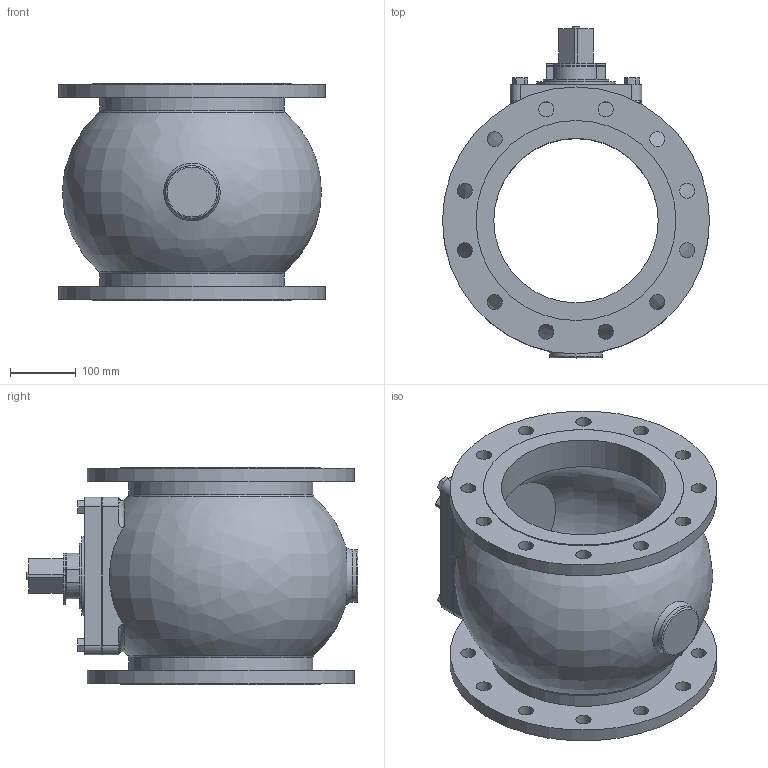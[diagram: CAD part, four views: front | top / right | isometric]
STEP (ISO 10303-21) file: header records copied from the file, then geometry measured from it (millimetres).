
FILE_DESCRIPTION(/* description */ ('ECCENTRIC PLUG VALVE VM4920 DN250'),/* implementation_level */ '2;1');
FILE_NAME(/* name */ 'ECCENTRIC PLUG VALVE VM4920 DN250.stp',/* time_stamp */ '2020-04-03T14:28:17+06:00',/* author */ ('rahul_marsute'),/* organization */ (''),/* preprocessor_version */ 'ST-DEVELOPER v18',/* originating_system */ 'Autodesk Inventor 2020',/* authorisation */ '');
FILE_SCHEMA (('AUTOMOTIVE_DESIGN { 1 0 10303 214 3 1 1 }'));
Length unit declared in the file: millimetre
Products named in the file (1): ECCENTRIC PLUG VALVE VM4920 DN250
Bounding box: 406 x 504.68 x 330 mm (x, y, z)
Volume: 10389857.6 mm3; surface area: 1149438 mm2
Topology: 1 solids, 1 shells, 145 faces, 423 edges, 301 vertices
Faces by surface type: plane 82, cylinder 55, bspline 4, torus 4
Full cylindrical faces by diameter (mm): 12 x1, 23 x24, 30 x2, 80 x1, 100 x1, 120 x1, 250 x2, 280 x2, 304 x2, 406 x2
Entity records: 5577 total; most frequent: CARTESIAN_POINT 1403, DIRECTION 868, ORIENTED_EDGE 846, EDGE_CURVE 423, AXIS2_PLACEMENT_3D 320, VERTEX_POINT 301, LINE 228, VECTOR 228
